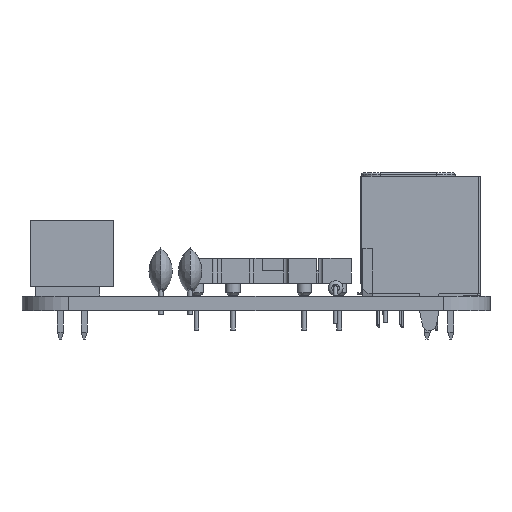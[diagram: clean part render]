
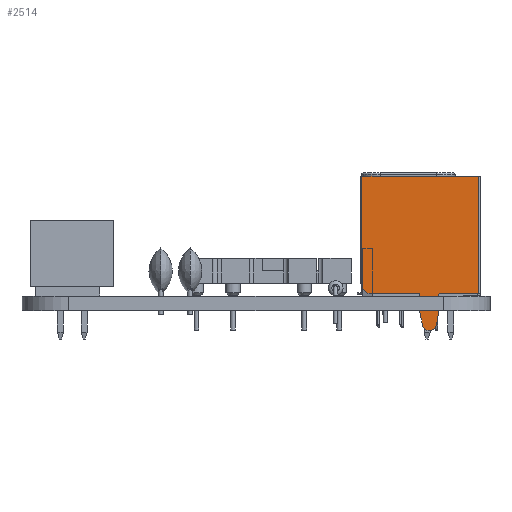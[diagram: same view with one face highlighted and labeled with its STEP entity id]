
A CAD part, left-side view. The second image highlights one B-rep face of the part: STEP entity #2514.
In plain terms, the highlighted planar face has unit normal (-1, 0, 0).
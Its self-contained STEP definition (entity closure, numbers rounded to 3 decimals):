
#1992 = VERTEX_POINT('',#1993);
#1993 = CARTESIAN_POINT('',(-7.,0.25,-0.2));
#2000 = EDGE_CURVE('',#2001,#1992,#2003,.T.);
#2001 = VERTEX_POINT('',#2002);
#2002 = CARTESIAN_POINT('',(-7.,0.25,-4.3));
#2003 = LINE('',#2004,#2005);
#2004 = CARTESIAN_POINT('',(-7.,0.25,-2.15));
#2005 = VECTOR('',#2006,1.);
#2006 = DIRECTION('',(0.,0.,1.));
#2048 = EDGE_CURVE('',#1992,#2049,#2051,.T.);
#2049 = VERTEX_POINT('',#2050);
#2050 = CARTESIAN_POINT('',(-7.,12.75,-0.2));
#2051 = LINE('',#2052,#2053);
#2052 = CARTESIAN_POINT('',(-7.,6.538,-0.2));
#2053 = VECTOR('',#2054,1.);
#2054 = DIRECTION('',(-0.,1.,-0.));
#2514 = ADVANCED_FACE('',(#2515),#2624,.T.);
#2515 = FACE_BOUND('',#2516,.T.);
#2516 = EDGE_LOOP('',(#2517,#2518,#2519,#2527,#2535,#2543,#2551,#2559,
    #2567,#2576,#2584,#2592,#2601,#2609,#2617));
#2517 = ORIENTED_EDGE('',*,*,#2000,.T.);
#2518 = ORIENTED_EDGE('',*,*,#2048,.T.);
#2519 = ORIENTED_EDGE('',*,*,#2520,.T.);
#2520 = EDGE_CURVE('',#2049,#2521,#2523,.T.);
#2521 = VERTEX_POINT('',#2522);
#2522 = CARTESIAN_POINT('',(-7.,12.75,-12.7));
#2523 = LINE('',#2524,#2525);
#2524 = CARTESIAN_POINT('',(-7.,12.75,-6.45));
#2525 = VECTOR('',#2526,1.);
#2526 = DIRECTION('',(-0.,-0.,-1.));
#2527 = ORIENTED_EDGE('',*,*,#2528,.T.);
#2528 = EDGE_CURVE('',#2521,#2529,#2531,.T.);
#2529 = VERTEX_POINT('',#2530);
#2530 = CARTESIAN_POINT('',(-7.,1.25,-12.7));
#2531 = LINE('',#2532,#2533);
#2532 = CARTESIAN_POINT('',(-7.,4.451,-12.7));
#2533 = VECTOR('',#2534,1.);
#2534 = DIRECTION('',(0.,-1.,0.));
#2535 = ORIENTED_EDGE('',*,*,#2536,.T.);
#2536 = EDGE_CURVE('',#2529,#2537,#2539,.T.);
#2537 = VERTEX_POINT('',#2538);
#2538 = CARTESIAN_POINT('',(-7.,1.25,-12.6));
#2539 = LINE('',#2540,#2541);
#2540 = CARTESIAN_POINT('',(-7.,1.25,-12.75));
#2541 = VECTOR('',#2542,1.);
#2542 = DIRECTION('',(0.,0.,1.));
#2543 = ORIENTED_EDGE('',*,*,#2544,.T.);
#2544 = EDGE_CURVE('',#2537,#2545,#2547,.T.);
#2545 = VERTEX_POINT('',#2546);
#2546 = CARTESIAN_POINT('',(-7.,0.8,-12.6));
#2547 = LINE('',#2548,#2549);
#2548 = CARTESIAN_POINT('',(-7.,4.451,-12.6));
#2549 = VECTOR('',#2550,1.);
#2550 = DIRECTION('',(0.,-1.,0.));
#2551 = ORIENTED_EDGE('',*,*,#2552,.T.);
#2552 = EDGE_CURVE('',#2545,#2553,#2555,.T.);
#2553 = VERTEX_POINT('',#2554);
#2554 = CARTESIAN_POINT('',(-7.,0.25,-12.05));
#2555 = LINE('',#2556,#2557);
#2556 = CARTESIAN_POINT('',(-7.,0.8,-12.6));
#2557 = VECTOR('',#2558,1.);
#2558 = DIRECTION('',(0.,-0.707,0.707));
#2559 = ORIENTED_EDGE('',*,*,#2560,.T.);
#2560 = EDGE_CURVE('',#2553,#2561,#2563,.T.);
#2561 = VERTEX_POINT('',#2562);
#2562 = CARTESIAN_POINT('',(-7.,0.25,-6.7));
#2563 = LINE('',#2564,#2565);
#2564 = CARTESIAN_POINT('',(-7.,0.25,-6.45));
#2565 = VECTOR('',#2566,1.);
#2566 = DIRECTION('',(0.,0.,1.));
#2567 = ORIENTED_EDGE('',*,*,#2568,.T.);
#2568 = EDGE_CURVE('',#2561,#2569,#2571,.T.);
#2569 = VERTEX_POINT('',#2570);
#2570 = CARTESIAN_POINT('',(-7.,0.05,-6.5));
#2571 = CIRCLE('',#2572,0.2);
#2572 = AXIS2_PLACEMENT_3D('',#2573,#2574,#2575);
#2573 = CARTESIAN_POINT('',(-7.,0.05,-6.7));
#2574 = DIRECTION('',(1.,0.,0.));
#2575 = DIRECTION('',(0.,0.,1.));
#2576 = ORIENTED_EDGE('',*,*,#2577,.T.);
#2577 = EDGE_CURVE('',#2569,#2578,#2580,.T.);
#2578 = VERTEX_POINT('',#2579);
#2579 = CARTESIAN_POINT('',(-7.,-1.85,-6.5));
#2580 = LINE('',#2581,#2582);
#2581 = CARTESIAN_POINT('',(-7.,4.451,-6.5));
#2582 = VECTOR('',#2583,1.);
#2583 = DIRECTION('',(0.,-1.,0.));
#2584 = ORIENTED_EDGE('',*,*,#2585,.T.);
#2585 = EDGE_CURVE('',#2578,#2586,#2588,.T.);
#2586 = VERTEX_POINT('',#2587);
#2587 = CARTESIAN_POINT('',(-7.,-3.15,-6.235));
#2588 = LINE('',#2589,#2590);
#2589 = CARTESIAN_POINT('',(-7.,-1.85,-6.5));
#2590 = VECTOR('',#2591,1.);
#2591 = DIRECTION('',(0.,-0.98,0.2));
#2592 = ORIENTED_EDGE('',*,*,#2593,.T.);
#2593 = EDGE_CURVE('',#2586,#2594,#2596,.T.);
#2594 = VERTEX_POINT('',#2595);
#2595 = CARTESIAN_POINT('',(-7.,-3.15,-4.765));
#2596 = CIRCLE('',#2597,0.75);
#2597 = AXIS2_PLACEMENT_3D('',#2598,#2599,#2600);
#2598 = CARTESIAN_POINT('',(-7.,-3.,-5.5));
#2599 = DIRECTION('',(-1.,0.,0.));
#2600 = DIRECTION('',(0.,0.,1.));
#2601 = ORIENTED_EDGE('',*,*,#2602,.T.);
#2602 = EDGE_CURVE('',#2594,#2603,#2605,.T.);
#2603 = VERTEX_POINT('',#2604);
#2604 = CARTESIAN_POINT('',(-7.,-1.85,-4.5));
#2605 = LINE('',#2606,#2607);
#2606 = CARTESIAN_POINT('',(-7.,-3.15,-4.765));
#2607 = VECTOR('',#2608,1.);
#2608 = DIRECTION('',(0.,0.98,0.2));
#2609 = ORIENTED_EDGE('',*,*,#2610,.T.);
#2610 = EDGE_CURVE('',#2603,#2611,#2613,.T.);
#2611 = VERTEX_POINT('',#2612);
#2612 = CARTESIAN_POINT('',(-7.,0.05,-4.5));
#2613 = LINE('',#2614,#2615);
#2614 = CARTESIAN_POINT('',(-7.,4.451,-4.5));
#2615 = VECTOR('',#2616,1.);
#2616 = DIRECTION('',(-0.,1.,-0.));
#2617 = ORIENTED_EDGE('',*,*,#2618,.T.);
#2618 = EDGE_CURVE('',#2611,#2001,#2619,.T.);
#2619 = CIRCLE('',#2620,0.2);
#2620 = AXIS2_PLACEMENT_3D('',#2621,#2622,#2623);
#2621 = CARTESIAN_POINT('',(-7.,0.05,-4.3));
#2622 = DIRECTION('',(1.,0.,0.));
#2623 = DIRECTION('',(0.,0.,1.));
#2624 = PLANE('',#2625);
#2625 = AXIS2_PLACEMENT_3D('',#2626,#2627,#2628);
#2626 = CARTESIAN_POINT('',(-7.,12.75,-12.7));
#2627 = DIRECTION('',(-1.,0.,0.));
#2628 = DIRECTION('',(0.,-1.,0.));
